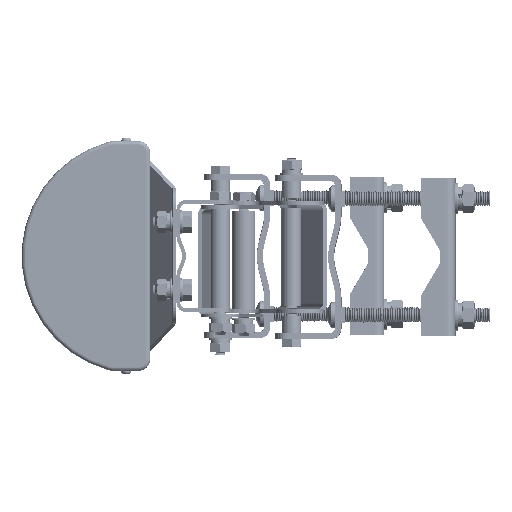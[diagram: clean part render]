
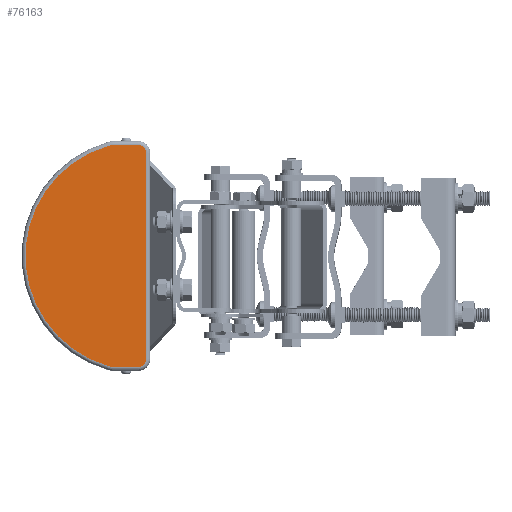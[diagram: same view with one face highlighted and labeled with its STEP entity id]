
A CAD part, left-side view. The second image highlights one B-rep face of the part: STEP entity #76163.
In plain terms, the highlighted planar face has unit normal (-1, 0, 0).
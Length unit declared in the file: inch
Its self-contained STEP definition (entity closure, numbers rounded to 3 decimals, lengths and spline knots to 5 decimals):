
#4786 = FACE_OUTER_BOUND ( 'NONE', #80010, .T. ) ;
#5622 = PLANE ( 'NONE',  #134930 ) ;
#5636 = CARTESIAN_POINT ( 'NONE',  ( -30.125, 0.25, -2.08465 ) ) ;
#5637 = DIRECTION ( 'NONE',  ( -1., 0., 0. ) ) ;
#5639 = DIRECTION ( 'NONE',  ( 0., 0., 1. ) ) ;
#11749 = CARTESIAN_POINT ( 'NONE',  ( -30.125, 0.25, 2.25591 ) ) ;
#11750 = CARTESIAN_POINT ( 'NONE',  ( -30.125, 0.72266, 2.25591 ) ) ;
#11752 = CARTESIAN_POINT ( 'NONE',  ( -30.125, 0.83646, 2.24024 ) ) ;
#11753 = CARTESIAN_POINT ( 'NONE',  ( -30.125, 0.83646, -2.24024 ) ) ;
#11754 = CARTESIAN_POINT ( 'NONE',  ( -30.125, 0.72266, -2.25591 ) ) ;
#11755 = CARTESIAN_POINT ( 'NONE',  ( -30.125, 0.25, -2.25591 ) ) ;
#11756 = CARTESIAN_POINT ( 'NONE',  ( -30.125, 0.07874, -2.08465 ) ) ;
#11757 = CARTESIAN_POINT ( 'NONE',  ( -30.125, 0.07874, 2.08465 ) ) ;
#61154 = AXIS2_PLACEMENT_3D ( 'NONE', #115971, #115972, #115974 ) ;
#61157 = AXIS2_PLACEMENT_3D ( 'NONE', #115979, #115980, #115981 ) ;
#61160 = AXIS2_PLACEMENT_3D ( 'NONE', #115987, #115989, #115990 ) ;
#61165 = AXIS2_PLACEMENT_3D ( 'NONE', #115992, #115993, #115994 ) ;
#61168 = AXIS2_PLACEMENT_3D ( 'NONE', #115996, #115997, #115999 ) ;
#76163 = ADVANCED_FACE ( 'NONE', ( #4786 ), #5622, .T. ) ;
#80010 = EDGE_LOOP ( 'NONE', ( #92010, #92011, #92012, #92013, #92014, #92015, #92016, #92017 ) ) ;
#89912 = EDGE_CURVE ( 'NONE', #92258, #92259, #113789, .T. ) ;
#89913 = EDGE_CURVE ( 'NONE', #92259, #92261, #113761, .T. ) ;
#89914 = EDGE_CURVE ( 'NONE', #92261, #92262, #113794, .T. ) ;
#89915 = EDGE_CURVE ( 'NONE', #92262, #92263, #113796, .T. ) ;
#89916 = EDGE_CURVE ( 'NONE', #92263, #92264, #113797, .T. ) ;
#89917 = EDGE_CURVE ( 'NONE', #92264, #92265, #113798, .T. ) ;
#89918 = EDGE_CURVE ( 'NONE', #92265, #92266, #113802, .T. ) ;
#89919 = EDGE_CURVE ( 'NONE', #92266, #92258, #113804, .T. ) ;
#92010 = ORIENTED_EDGE ( 'NONE', *, *, #89912, .T. ) ;
#92011 = ORIENTED_EDGE ( 'NONE', *, *, #89913, .T. ) ;
#92012 = ORIENTED_EDGE ( 'NONE', *, *, #89914, .T. ) ;
#92013 = ORIENTED_EDGE ( 'NONE', *, *, #89915, .T. ) ;
#92014 = ORIENTED_EDGE ( 'NONE', *, *, #89916, .T. ) ;
#92015 = ORIENTED_EDGE ( 'NONE', *, *, #89917, .T. ) ;
#92016 = ORIENTED_EDGE ( 'NONE', *, *, #89918, .T. ) ;
#92017 = ORIENTED_EDGE ( 'NONE', *, *, #89919, .T. ) ;
#92258 = VERTEX_POINT ( 'NONE', #11749 ) ;
#92259 = VERTEX_POINT ( 'NONE', #11750 ) ;
#92261 = VERTEX_POINT ( 'NONE', #11752 ) ;
#92262 = VERTEX_POINT ( 'NONE', #11753 ) ;
#92263 = VERTEX_POINT ( 'NONE', #11754 ) ;
#92264 = VERTEX_POINT ( 'NONE', #11755 ) ;
#92265 = VERTEX_POINT ( 'NONE', #11756 ) ;
#92266 = VERTEX_POINT ( 'NONE', #11757 ) ;
#113761 = CIRCLE ( 'NONE', #61154, 0.42126 ) ;
#113789 = LINE ( 'NONE', #115960, #113791 ) ;
#113791 = VECTOR ( 'NONE', #115962, 39.37008 ) ;
#113794 = CIRCLE ( 'NONE', #61157, 2.32675 ) ;
#113796 = CIRCLE ( 'NONE', #61160, 0.42126 ) ;
#113797 = LINE ( 'NONE', #115976, #113800 ) ;
#113798 = CIRCLE ( 'NONE', #61165, 0.17126 ) ;
#113800 = VECTOR ( 'NONE', #115978, 39.37008 ) ;
#113802 = LINE ( 'NONE', #115983, #113805 ) ;
#113804 = CIRCLE ( 'NONE', #61168, 0.17126 ) ;
#113805 = VECTOR ( 'NONE', #115985, 39.37008 ) ;
#115960 = CARTESIAN_POINT ( 'NONE',  ( -30.125, 0.72266, 2.25591 ) ) ;
#115962 = DIRECTION ( 'NONE',  ( 0., 1., 0. ) ) ;
#115971 = CARTESIAN_POINT ( 'NONE',  ( -30.125, 0.72266, 1.83465 ) ) ;
#115972 = DIRECTION ( 'NONE',  ( -1., 0., 0. ) ) ;
#115974 = DIRECTION ( 'NONE',  ( 0., 0., 1. ) ) ;
#115976 = CARTESIAN_POINT ( 'NONE',  ( -30.125, 0.25, -2.25591 ) ) ;
#115978 = DIRECTION ( 'NONE',  ( 0., -1., 0. ) ) ;
#115979 = CARTESIAN_POINT ( 'NONE',  ( -30.125, 0.20789, 0. ) ) ;
#115980 = DIRECTION ( 'NONE',  ( -1., 0., 0. ) ) ;
#115981 = DIRECTION ( 'NONE',  ( 0., 0., 1. ) ) ;
#115983 = CARTESIAN_POINT ( 'NONE',  ( -30.125, 0.07874, 2.08465 ) ) ;
#115985 = DIRECTION ( 'NONE',  ( 0., 0., 1. ) ) ;
#115987 = CARTESIAN_POINT ( 'NONE',  ( -30.125, 0.72266, -1.83465 ) ) ;
#115989 = DIRECTION ( 'NONE',  ( -1., 0., 0. ) ) ;
#115990 = DIRECTION ( 'NONE',  ( 0., 0., 1. ) ) ;
#115992 = CARTESIAN_POINT ( 'NONE',  ( -30.125, 0.25, -2.08465 ) ) ;
#115993 = DIRECTION ( 'NONE',  ( -1., 0., 0. ) ) ;
#115994 = DIRECTION ( 'NONE',  ( 0., 0., 1. ) ) ;
#115996 = CARTESIAN_POINT ( 'NONE',  ( -30.125, 0.25, 2.08465 ) ) ;
#115997 = DIRECTION ( 'NONE',  ( -1., 0., 0. ) ) ;
#115999 = DIRECTION ( 'NONE',  ( 0., 0., 1. ) ) ;
#134930 = AXIS2_PLACEMENT_3D ( 'NONE', #5636, #5637, #5639 ) ;
